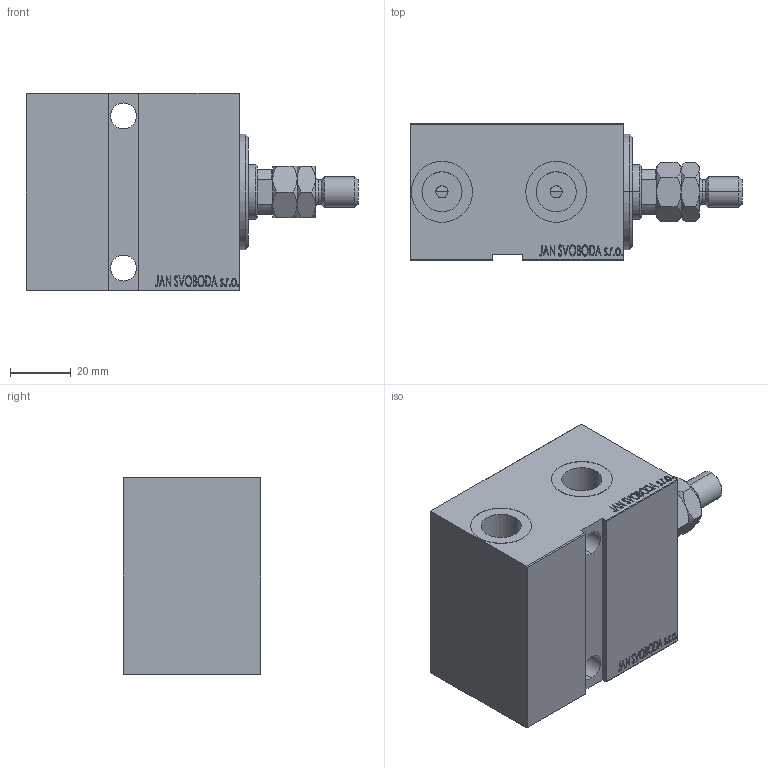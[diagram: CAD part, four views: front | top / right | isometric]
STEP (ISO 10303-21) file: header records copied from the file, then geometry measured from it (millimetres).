
FILE_DESCRIPTION (( 'STEP AP203' ), '1' );
FILE_NAME ('032a.STEP', '2022-05-10T11:32:13', ( '' ), ( '' ), 'SwSTEP 2.0', 'SolidWorks 2019', '' );
FILE_SCHEMA (( 'CONFIG_CONTROL_DESIGN' ));
Length unit declared in the file: millimetre
Products named in the file (5): MTA c8ec39964e6f888098dcf8bbd4254c96; V450CM_E_VCP c8ec39964e6f888098dcf8bbd4254c96; 032a; V450CM_E_Body c8ec39964e6f888098dcf8bbd4254c96; V450CM_VC_B c8ec39964e6f888098dcf8bbd4254c96
Assembly tree (4 placements, depth 2):
  032a
    V450CM_E_Body c8ec39964e6f888098dcf8bbd4254c96
    V450CM_E_VCP c8ec39964e6f888098dcf8bbd4254c96
    V450CM_VC_B c8ec39964e6f888098dcf8bbd4254c96
    MTA c8ec39964e6f888098dcf8bbd4254c96
Bounding box: 109 x 45 x 65 mm (x, y, z)
Volume: 190468.5 mm3; surface area: 44132 mm2
Topology: 4 solids, 4 shells, 915 faces, 2330 edges, 1531 vertices
Faces by surface type: plane 429, bspline 380, cylinder 62, cone 42, torus 2
Entity records: 45215 total; most frequent: CARTESIAN_POINT 25167, ORIENTED_EDGE 4656, DIRECTION 2740, EDGE_CURVE 2328, VERTEX_POINT 1531, VECTOR 1344, LINE 1344, EDGE_LOOP 1039
